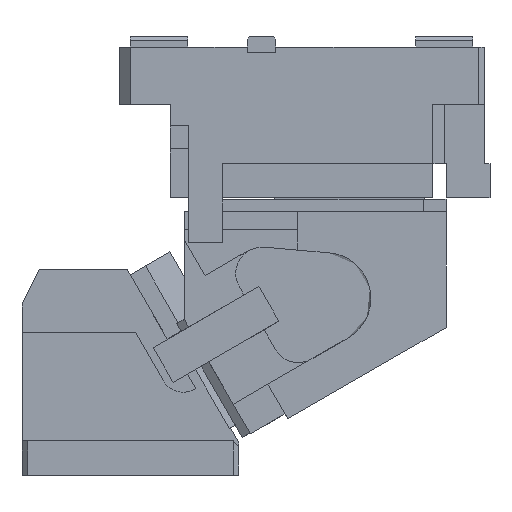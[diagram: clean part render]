
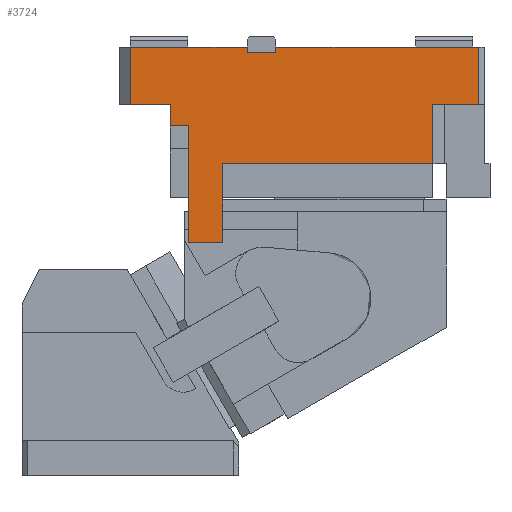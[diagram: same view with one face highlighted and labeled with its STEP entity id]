
A CAD part, front view. The second image highlights one B-rep face of the part: STEP entity #3724.
In plain terms, the highlighted planar face has unit normal (0, -1, 0).
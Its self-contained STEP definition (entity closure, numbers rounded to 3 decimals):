
#2743=CARTESIAN_POINT('Vertex',(95.,-150.,375.)) ;
#2746=CARTESIAN_POINT('Line Origine',(146.145,-150.,375.)) ;
#2750=CARTESIAN_POINT('Vertex',(197.291,-150.,375.)) ;
#2806=CARTESIAN_POINT('Vertex',(222.291,-150.,375.)) ;
#2809=CARTESIAN_POINT('Line Origine',(311.145,-150.,375.)) ;
#2813=CARTESIAN_POINT('Vertex',(400.,-150.,375.)) ;
#3607=CARTESIAN_POINT('Axis2P3D Location',(391.634,-150.,178.157)) ;
#3612=CARTESIAN_POINT('Line Origine',(222.291,-150.,372.5)) ;
#3616=CARTESIAN_POINT('Vertex',(222.291,-150.,370.)) ;
#3619=CARTESIAN_POINT('Line Origine',(209.791,-150.,370.)) ;
#3623=CARTESIAN_POINT('Vertex',(197.291,-150.,370.)) ;
#3626=CARTESIAN_POINT('Line Origine',(197.291,-150.,372.5)) ;
#3631=CARTESIAN_POINT('Line Origine',(95.,-150.,350.)) ;
#3635=CARTESIAN_POINT('Vertex',(95.,-150.,325.)) ;
#3638=CARTESIAN_POINT('Line Origine',(112.5,-150.,325.)) ;
#3642=CARTESIAN_POINT('Vertex',(130.,-150.,325.)) ;
#3645=CARTESIAN_POINT('Line Origine',(130.,-150.,315.461)) ;
#3649=CARTESIAN_POINT('Vertex',(130.,-150.,305.923)) ;
#3652=CARTESIAN_POINT('Line Origine',(137.985,-150.,305.923)) ;
#3656=CARTESIAN_POINT('Vertex',(145.969,-150.,305.923)) ;
#3659=CARTESIAN_POINT('Line Origine',(145.969,-150.,254.923)) ;
#3663=CARTESIAN_POINT('Vertex',(145.969,-150.,203.923)) ;
#3666=CARTESIAN_POINT('Line Origine',(160.969,-150.,203.923)) ;
#3670=CARTESIAN_POINT('Vertex',(175.969,-150.,203.923)) ;
#3673=CARTESIAN_POINT('Line Origine',(175.969,-150.,238.423)) ;
#3677=CARTESIAN_POINT('Vertex',(175.969,-150.,272.923)) ;
#3680=CARTESIAN_POINT('Line Origine',(267.985,-150.,272.923)) ;
#3684=CARTESIAN_POINT('Vertex',(360.,-150.,272.923)) ;
#3687=CARTESIAN_POINT('Line Origine',(360.,-150.,298.961)) ;
#3691=CARTESIAN_POINT('Vertex',(360.,-150.,325.)) ;
#3694=CARTESIAN_POINT('Line Origine',(380.,-150.,325.)) ;
#3698=CARTESIAN_POINT('Vertex',(400.,-150.,325.)) ;
#3701=CARTESIAN_POINT('Line Origine',(400.,-150.,350.)) ;
#2747=DIRECTION('Vector Direction',(1.,0.,0.)) ;
#2810=DIRECTION('Vector Direction',(1.,0.,0.)) ;
#3608=DIRECTION('Axis2P3D Direction',(0.,1.,-0.)) ;
#3609=DIRECTION('Axis2P3D XDirection',(-1.,0.,0.)) ;
#3613=DIRECTION('Vector Direction',(0.,0.,-1.)) ;
#3620=DIRECTION('Vector Direction',(1.,0.,0.)) ;
#3627=DIRECTION('Vector Direction',(0.,0.,-1.)) ;
#3632=DIRECTION('Vector Direction',(0.,0.,-1.)) ;
#3639=DIRECTION('Vector Direction',(1.,0.,0.)) ;
#3646=DIRECTION('Vector Direction',(0.,0.,-1.)) ;
#3653=DIRECTION('Vector Direction',(-1.,0.,0.)) ;
#3660=DIRECTION('Vector Direction',(0.,0.,-1.)) ;
#3667=DIRECTION('Vector Direction',(-1.,0.,0.)) ;
#3674=DIRECTION('Vector Direction',(0.,0.,1.)) ;
#3681=DIRECTION('Vector Direction',(1.,0.,0.)) ;
#3688=DIRECTION('Vector Direction',(0.,0.,1.)) ;
#3695=DIRECTION('Vector Direction',(1.,0.,0.)) ;
#3702=DIRECTION('Vector Direction',(0.,0.,1.)) ;
#3610=AXIS2_PLACEMENT_3D('Plane Axis2P3D',#3607,#3608,#3609) ;
#3707=ORIENTED_EDGE('',*,*,#3618,.T.) ;
#3708=ORIENTED_EDGE('',*,*,#3625,.F.) ;
#3709=ORIENTED_EDGE('',*,*,#3630,.F.) ;
#3710=ORIENTED_EDGE('',*,*,#2752,.F.) ;
#3711=ORIENTED_EDGE('',*,*,#3637,.T.) ;
#3712=ORIENTED_EDGE('',*,*,#3644,.T.) ;
#3713=ORIENTED_EDGE('',*,*,#3651,.T.) ;
#3714=ORIENTED_EDGE('',*,*,#3658,.F.) ;
#3715=ORIENTED_EDGE('',*,*,#3665,.T.) ;
#3716=ORIENTED_EDGE('',*,*,#3672,.T.) ;
#3717=ORIENTED_EDGE('',*,*,#3679,.T.) ;
#3718=ORIENTED_EDGE('',*,*,#3686,.T.) ;
#3719=ORIENTED_EDGE('',*,*,#3693,.T.) ;
#3720=ORIENTED_EDGE('',*,*,#3700,.T.) ;
#3721=ORIENTED_EDGE('',*,*,#3705,.T.) ;
#3722=ORIENTED_EDGE('',*,*,#2815,.F.) ;
#2748=VECTOR('Line Direction',#2747,1.) ;
#2811=VECTOR('Line Direction',#2810,1.) ;
#3614=VECTOR('Line Direction',#3613,1.) ;
#3621=VECTOR('Line Direction',#3620,1.) ;
#3628=VECTOR('Line Direction',#3627,1.) ;
#3633=VECTOR('Line Direction',#3632,1.) ;
#3640=VECTOR('Line Direction',#3639,1.) ;
#3647=VECTOR('Line Direction',#3646,1.) ;
#3654=VECTOR('Line Direction',#3653,1.) ;
#3661=VECTOR('Line Direction',#3660,1.) ;
#3668=VECTOR('Line Direction',#3667,1.) ;
#3675=VECTOR('Line Direction',#3674,1.) ;
#3682=VECTOR('Line Direction',#3681,1.) ;
#3689=VECTOR('Line Direction',#3688,1.) ;
#3696=VECTOR('Line Direction',#3695,1.) ;
#3703=VECTOR('Line Direction',#3702,1.) ;
#3724=ADVANCED_FACE('CAM HOLDER',(#3723),#3611,.F.) ;
#2752=EDGE_CURVE('',#2744,#2751,#2749,.T.) ;
#2815=EDGE_CURVE('',#2807,#2814,#2812,.T.) ;
#3618=EDGE_CURVE('',#2807,#3617,#3615,.T.) ;
#3625=EDGE_CURVE('',#3624,#3617,#3622,.T.) ;
#3630=EDGE_CURVE('',#2751,#3624,#3629,.T.) ;
#3637=EDGE_CURVE('',#2744,#3636,#3634,.T.) ;
#3644=EDGE_CURVE('',#3636,#3643,#3641,.T.) ;
#3651=EDGE_CURVE('',#3643,#3650,#3648,.T.) ;
#3658=EDGE_CURVE('',#3657,#3650,#3655,.T.) ;
#3665=EDGE_CURVE('',#3657,#3664,#3662,.T.) ;
#3672=EDGE_CURVE('',#3664,#3671,#3669,.F.) ;
#3679=EDGE_CURVE('',#3671,#3678,#3676,.T.) ;
#3686=EDGE_CURVE('',#3678,#3685,#3683,.T.) ;
#3693=EDGE_CURVE('',#3685,#3692,#3690,.T.) ;
#3700=EDGE_CURVE('',#3692,#3699,#3697,.T.) ;
#3705=EDGE_CURVE('',#3699,#2814,#3704,.T.) ;
#3706=EDGE_LOOP('',(#3707,#3708,#3709,#3710,#3711,#3712,#3713,#3714,#3715,#3716,#3717,#3718,#3719,#3720,#3721,#3722)) ;
#3723=FACE_OUTER_BOUND('',#3706,.T.) ;
#2749=LINE('Line',#2746,#2748) ;
#2812=LINE('Line',#2809,#2811) ;
#3615=LINE('Line',#3612,#3614) ;
#3622=LINE('Line',#3619,#3621) ;
#3629=LINE('Line',#3626,#3628) ;
#3634=LINE('Line',#3631,#3633) ;
#3641=LINE('Line',#3638,#3640) ;
#3648=LINE('Line',#3645,#3647) ;
#3655=LINE('Line',#3652,#3654) ;
#3662=LINE('Line',#3659,#3661) ;
#3669=LINE('Line',#3666,#3668) ;
#3676=LINE('Line',#3673,#3675) ;
#3683=LINE('Line',#3680,#3682) ;
#3690=LINE('Line',#3687,#3689) ;
#3697=LINE('Line',#3694,#3696) ;
#3704=LINE('Line',#3701,#3703) ;
#3611=PLANE('Plane',#3610) ;
#2744=VERTEX_POINT('',#2743) ;
#2751=VERTEX_POINT('',#2750) ;
#2807=VERTEX_POINT('',#2806) ;
#2814=VERTEX_POINT('',#2813) ;
#3617=VERTEX_POINT('',#3616) ;
#3624=VERTEX_POINT('',#3623) ;
#3636=VERTEX_POINT('',#3635) ;
#3643=VERTEX_POINT('',#3642) ;
#3650=VERTEX_POINT('',#3649) ;
#3657=VERTEX_POINT('',#3656) ;
#3664=VERTEX_POINT('',#3663) ;
#3671=VERTEX_POINT('',#3670) ;
#3678=VERTEX_POINT('',#3677) ;
#3685=VERTEX_POINT('',#3684) ;
#3692=VERTEX_POINT('',#3691) ;
#3699=VERTEX_POINT('',#3698) ;
